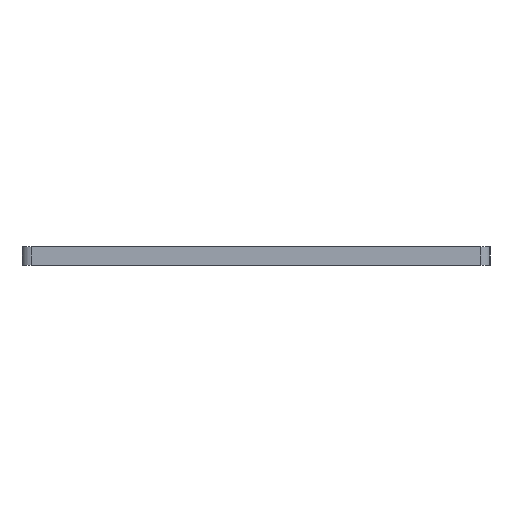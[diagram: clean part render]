
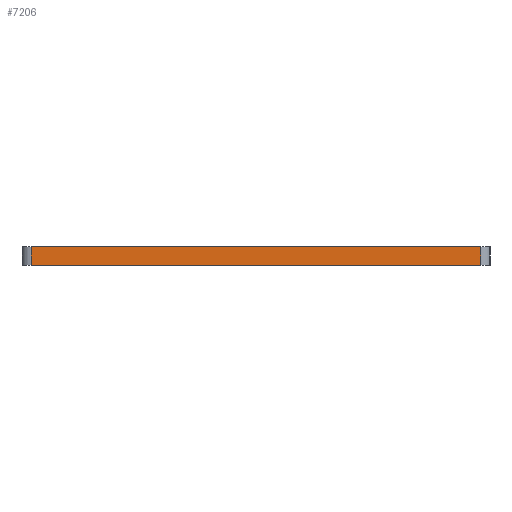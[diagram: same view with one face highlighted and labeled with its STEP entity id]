
A CAD part, left-side view. The second image highlights one B-rep face of the part: STEP entity #7206.
In plain terms, the highlighted planar face has unit normal (-1, 0, 0).
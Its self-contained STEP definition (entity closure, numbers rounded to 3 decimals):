
#54 = EDGE_LOOP ( 'NONE', ( #9779, #9496, #5798, #11765 ) ) ;
#1185 = EDGE_CURVE ( 'NONE', #2467, #2612, #3602, .T. ) ;
#1727 = CARTESIAN_POINT ( 'NONE',  ( 0., 2., 4. ) ) ;
#1763 = LINE ( 'NONE', #6257, #7604 ) ;
#2277 = DIRECTION ( 'NONE',  ( 0., 0., -1. ) ) ;
#2467 = VERTEX_POINT ( 'NONE', #7499 ) ;
#2480 = VECTOR ( 'NONE', #4381, 1000. ) ;
#2507 = VECTOR ( 'NONE', #2277, 1000. ) ;
#2612 = VERTEX_POINT ( 'NONE', #14671 ) ;
#2831 = VERTEX_POINT ( 'NONE', #4237 ) ;
#2880 = VERTEX_POINT ( 'NONE', #1727 ) ;
#3602 = LINE ( 'NONE', #5711, #8702 ) ;
#4237 = CARTESIAN_POINT ( 'NONE',  ( 0., 98., 4. ) ) ;
#4381 = DIRECTION ( 'NONE',  ( 0., -1., 0. ) ) ;
#5361 = DIRECTION ( 'NONE',  ( 0., 0., -1. ) ) ;
#5711 = CARTESIAN_POINT ( 'NONE',  ( 0., 0., 0. ) ) ;
#5798 = ORIENTED_EDGE ( 'NONE', *, *, #13449, .F. ) ;
#6249 = DIRECTION ( 'NONE',  ( 0., -1., 0. ) ) ;
#6257 = CARTESIAN_POINT ( 'NONE',  ( 0., 2., 4. ) ) ;
#7206 = ADVANCED_FACE ( 'NONE', ( #13842 ), #8804, .F. ) ;
#7422 = DIRECTION ( 'NONE',  ( 0., 0., 1. ) ) ;
#7499 = CARTESIAN_POINT ( 'NONE',  ( 0., 98., 0. ) ) ;
#7604 = VECTOR ( 'NONE', #7422, 1000. ) ;
#7900 = CARTESIAN_POINT ( 'NONE',  ( 0., 0., 4. ) ) ;
#8702 = VECTOR ( 'NONE', #6249, 1000. ) ;
#8706 = LINE ( 'NONE', #10445, #2507 ) ;
#8804 = PLANE ( 'NONE',  #9303 ) ;
#9303 = AXIS2_PLACEMENT_3D ( 'NONE', #9989, #12379, #5361 ) ;
#9496 = ORIENTED_EDGE ( 'NONE', *, *, #13833, .T. ) ;
#9779 = ORIENTED_EDGE ( 'NONE', *, *, #1185, .T. ) ;
#9989 = CARTESIAN_POINT ( 'NONE',  ( 0., 0., 4. ) ) ;
#10445 = CARTESIAN_POINT ( 'NONE',  ( 0., 98., 4. ) ) ;
#11765 = ORIENTED_EDGE ( 'NONE', *, *, #12376, .T. ) ;
#11836 = LINE ( 'NONE', #7900, #2480 ) ;
#12376 = EDGE_CURVE ( 'NONE', #2831, #2467, #8706, .T. ) ;
#12379 = DIRECTION ( 'NONE',  ( 1., 0., 0. ) ) ;
#13449 = EDGE_CURVE ( 'NONE', #2831, #2880, #11836, .T. ) ;
#13833 = EDGE_CURVE ( 'NONE', #2612, #2880, #1763, .T. ) ;
#13842 = FACE_OUTER_BOUND ( 'NONE', #54, .T. ) ;
#14671 = CARTESIAN_POINT ( 'NONE',  ( 0., 2., 0. ) ) ;
